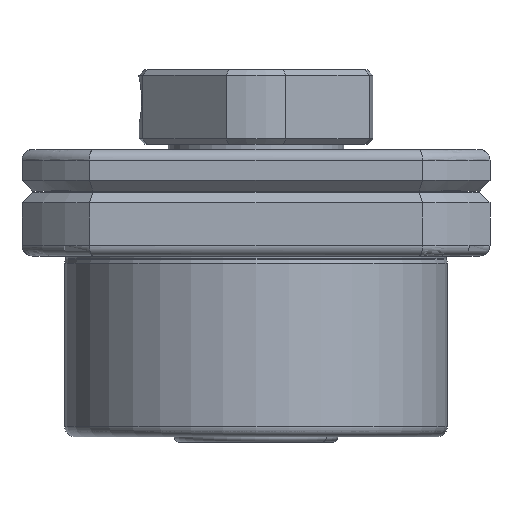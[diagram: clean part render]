
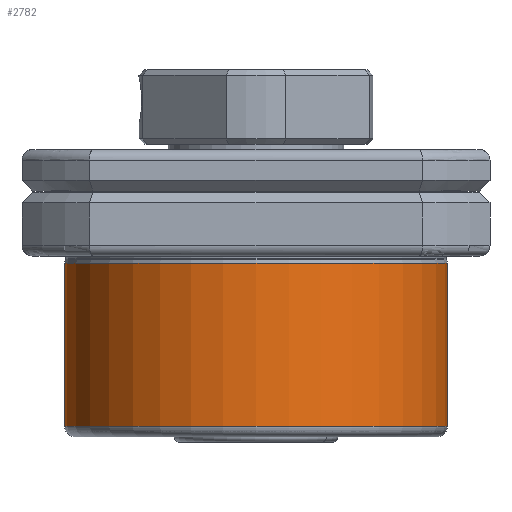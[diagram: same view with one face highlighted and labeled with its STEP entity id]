
A CAD part, front view. The second image highlights one B-rep face of the part: STEP entity #2782.
In plain terms, the highlighted cylindrical face has radius 18 mm (diameter 36 mm), a partial arc.
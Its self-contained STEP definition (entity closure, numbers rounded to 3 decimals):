
#482 = ORIENTED_EDGE ( 'NONE', *, *, #13852, .F. ) ;
#746 = EDGE_CURVE ( 'NONE', #5561, #11807, #14237, .T. ) ;
#1325 = CARTESIAN_POINT ( 'NONE',  ( -18., 0., -10.5 ) ) ;
#1530 = CARTESIAN_POINT ( 'NONE',  ( 18., 0., 4.827 ) ) ;
#1944 = EDGE_CURVE ( 'NONE', #11807, #2809, #2096, .T. ) ;
#2096 = LINE ( 'NONE', #7402, #10477 ) ;
#2447 = EDGE_CURVE ( 'NONE', #5634, #2809, #8908, .T. ) ;
#2782 = ADVANCED_FACE ( 'NONE', ( #5851 ), #2939, .T. ) ;
#2809 = VERTEX_POINT ( 'NONE', #1530 ) ;
#2939 = CYLINDRICAL_SURFACE ( 'NONE', #6033, 18. ) ;
#3226 = DIRECTION ( 'NONE',  ( 0., 0., 1. ) ) ;
#3338 = CARTESIAN_POINT ( 'NONE',  ( -18., 0., 4.827 ) ) ;
#3651 = CARTESIAN_POINT ( 'NONE',  ( 0., 0., 11.5 ) ) ;
#4170 = CARTESIAN_POINT ( 'NONE',  ( 0., 0., -10.5 ) ) ;
#4382 = ORIENTED_EDGE ( 'NONE', *, *, #2447, .F. ) ;
#5253 = DIRECTION ( 'NONE',  ( 1., 0., 0. ) ) ;
#5471 = DIRECTION ( 'NONE',  ( 0., 0., 1. ) ) ;
#5561 = VERTEX_POINT ( 'NONE', #1325 ) ;
#5634 = VERTEX_POINT ( 'NONE', #3338 ) ;
#5851 = FACE_OUTER_BOUND ( 'NONE', #10280, .T. ) ;
#6033 = AXIS2_PLACEMENT_3D ( 'NONE', #3651, #9122, #12426 ) ;
#6707 = LINE ( 'NONE', #10855, #7053 ) ;
#7053 = VECTOR ( 'NONE', #3226, 1000. ) ;
#7402 = CARTESIAN_POINT ( 'NONE',  ( 18., 0., 11.5 ) ) ;
#7443 = DIRECTION ( 'NONE',  ( 0., 0., 1. ) ) ;
#8565 = CARTESIAN_POINT ( 'NONE',  ( 18., 0., -10.5 ) ) ;
#8908 = CIRCLE ( 'NONE', #12492, 18. ) ;
#9122 = DIRECTION ( 'NONE',  ( 0., 0., 1. ) ) ;
#10280 = EDGE_LOOP ( 'NONE', ( #482, #11516, #11119, #4382 ) ) ;
#10477 = VECTOR ( 'NONE', #7443, 1000. ) ;
#10855 = CARTESIAN_POINT ( 'NONE',  ( -18., 0., 11.5 ) ) ;
#10967 = AXIS2_PLACEMENT_3D ( 'NONE', #4170, #11818, #5253 ) ;
#11119 = ORIENTED_EDGE ( 'NONE', *, *, #1944, .T. ) ;
#11516 = ORIENTED_EDGE ( 'NONE', *, *, #746, .T. ) ;
#11807 = VERTEX_POINT ( 'NONE', #8565 ) ;
#11818 = DIRECTION ( 'NONE',  ( 0., 0., 1. ) ) ;
#12047 = CARTESIAN_POINT ( 'NONE',  ( 0., 0., 4.827 ) ) ;
#12426 = DIRECTION ( 'NONE',  ( 1., 0., 0. ) ) ;
#12492 = AXIS2_PLACEMENT_3D ( 'NONE', #12047, #5471, #13198 ) ;
#13198 = DIRECTION ( 'NONE',  ( 1., 0., 0. ) ) ;
#13852 = EDGE_CURVE ( 'NONE', #5561, #5634, #6707, .T. ) ;
#14237 = CIRCLE ( 'NONE', #10967, 18. ) ;
